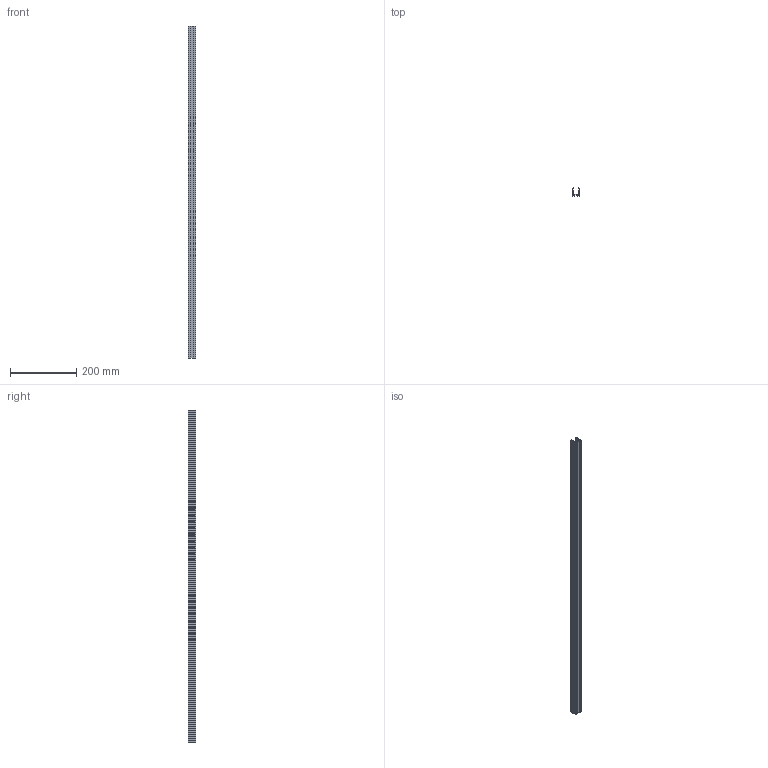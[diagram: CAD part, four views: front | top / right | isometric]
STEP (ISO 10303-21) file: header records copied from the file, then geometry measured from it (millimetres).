
FILE_DESCRIPTION (( 'STEP AP203' ), '1' );
FILE_NAME ('A19_5042-016 (24x24).STEP', '2022-09-08T11:28:41', ( '' ), ( '' ), 'SwSTEP 2.0', 'SolidWorks 2019', '' );
FILE_SCHEMA (( 'CONFIG_CONTROL_DESIGN' ));
Length unit declared in the file: millimetre
Products named in the file (1): A19_5042-016 (24x24)
Bounding box: 24 x 23.99 x 1000 mm (x, y, z)
Volume: 145784.6 mm3; surface area: 210235.6 mm2
Topology: 1 solids, 1 shells, 96 faces, 282 edges, 188 vertices
Faces by surface type: plane 68, cylinder 28
Entity records: 3267 total; most frequent: CARTESIAN_POINT 567, ORIENTED_EDGE 564, DIRECTION 532, EDGE_CURVE 282, LINE 226, VECTOR 226, VERTEX_POINT 188, AXIS2_PLACEMENT_3D 153
